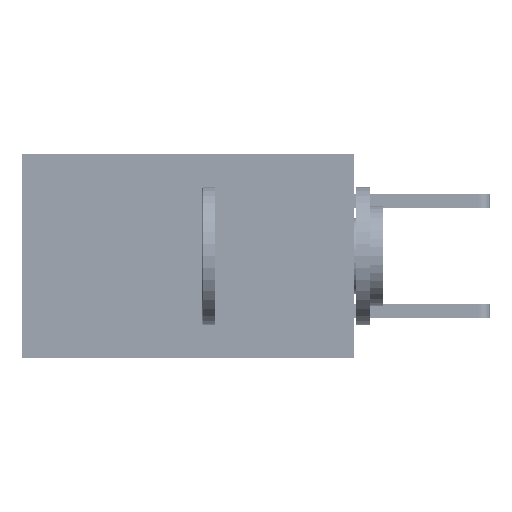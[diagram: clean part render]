
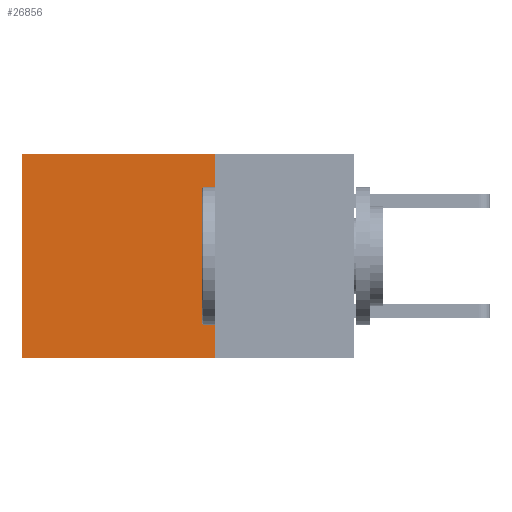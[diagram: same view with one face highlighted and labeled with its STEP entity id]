
A CAD part, left-side view. The second image highlights one B-rep face of the part: STEP entity #26856.
In plain terms, the highlighted planar face has unit normal (-1, 0, 0).
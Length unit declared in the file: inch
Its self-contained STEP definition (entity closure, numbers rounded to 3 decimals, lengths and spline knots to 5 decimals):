
#37 = EDGE_LOOP ( 'NONE', ( #9516, #4359, #36390, #39083 ) ) ;
#372 = CARTESIAN_POINT ( 'NONE',  ( 0.2875, 0.6, 0. ) ) ;
#1442 = VECTOR ( 'NONE', #5305, 39.37008 ) ;
#3075 = LINE ( 'NONE', #13671, #19053 ) ;
#3787 = VECTOR ( 'NONE', #40131, 39.37008 ) ;
#4359 = ORIENTED_EDGE ( 'NONE', *, *, #34637, .F. ) ;
#5305 = DIRECTION ( 'NONE',  ( 0., 0., -1. ) ) ;
#5795 = LINE ( 'NONE', #33671, #3787 ) ;
#6749 = DIRECTION ( 'NONE',  ( 0., 0., -1. ) ) ;
#8472 = EDGE_CURVE ( 'NONE', #12593, #15056, #40577, .T. ) ;
#9516 = ORIENTED_EDGE ( 'NONE', *, *, #13573, .T. ) ;
#9541 = AXIS2_PLACEMENT_3D ( 'NONE', #30055, #14193, #36494 ) ;
#10965 = PLANE ( 'NONE',  #9541 ) ;
#12593 = VERTEX_POINT ( 'NONE', #38475 ) ;
#13573 = EDGE_CURVE ( 'NONE', #30490, #16941, #28894, .T. ) ;
#13671 = CARTESIAN_POINT ( 'NONE',  ( 0.2875, 0.25, -0.37 ) ) ;
#14080 = VECTOR ( 'NONE', #6749, 39.37008 ) ;
#14193 = DIRECTION ( 'NONE',  ( 1., 0., 0. ) ) ;
#14938 = CARTESIAN_POINT ( 'NONE',  ( 0.2875, 0.6, 0. ) ) ;
#15056 = VERTEX_POINT ( 'NONE', #15329 ) ;
#15202 = CARTESIAN_POINT ( 'NONE',  ( 0.2875, 0.6, -0.37 ) ) ;
#15329 = CARTESIAN_POINT ( 'NONE',  ( 0.2875, 0.25, -0.37 ) ) ;
#16177 = EDGE_CURVE ( 'NONE', #12593, #30490, #5795, .T. ) ;
#16853 = DIRECTION ( 'NONE',  ( 0., 1., 0. ) ) ;
#16941 = VERTEX_POINT ( 'NONE', #15202 ) ;
#19053 = VECTOR ( 'NONE', #16853, 39.37008 ) ;
#26856 = ADVANCED_FACE ( 'NONE', ( #40983 ), #10965, .F. ) ;
#28894 = LINE ( 'NONE', #14938, #1442 ) ;
#30055 = CARTESIAN_POINT ( 'NONE',  ( 0.2875, 0.25, 0. ) ) ;
#30490 = VERTEX_POINT ( 'NONE', #372 ) ;
#32278 = CARTESIAN_POINT ( 'NONE',  ( 0.2875, 0.25, 0. ) ) ;
#33671 = CARTESIAN_POINT ( 'NONE',  ( 0.2875, 0.25, 0. ) ) ;
#34637 = EDGE_CURVE ( 'NONE', #15056, #16941, #3075, .T. ) ;
#36390 = ORIENTED_EDGE ( 'NONE', *, *, #8472, .F. ) ;
#36494 = DIRECTION ( 'NONE',  ( 0., 0., -1. ) ) ;
#38475 = CARTESIAN_POINT ( 'NONE',  ( 0.2875, 0.25, 0. ) ) ;
#39083 = ORIENTED_EDGE ( 'NONE', *, *, #16177, .T. ) ;
#40131 = DIRECTION ( 'NONE',  ( 0., 1., 0. ) ) ;
#40577 = LINE ( 'NONE', #32278, #14080 ) ;
#40983 = FACE_OUTER_BOUND ( 'NONE', #37, .T. ) ;
